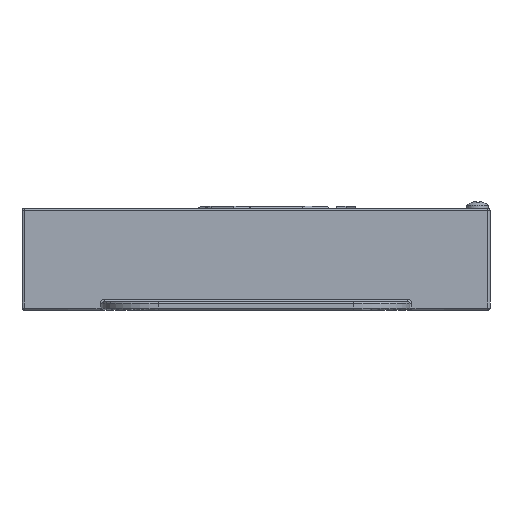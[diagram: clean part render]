
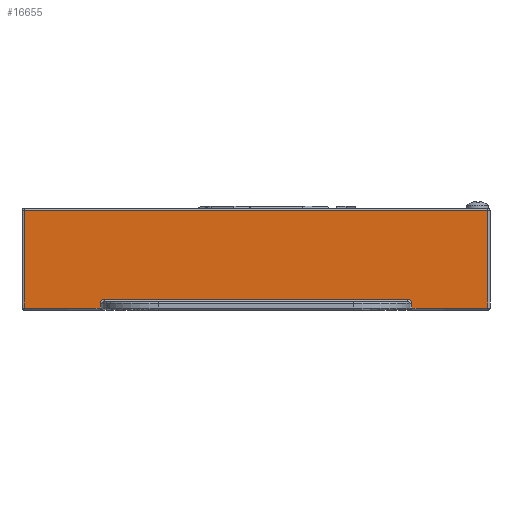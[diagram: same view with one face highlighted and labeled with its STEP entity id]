
A CAD part, front view. The second image highlights one B-rep face of the part: STEP entity #16655.
In plain terms, the highlighted planar face has unit normal (0, -1, 0).
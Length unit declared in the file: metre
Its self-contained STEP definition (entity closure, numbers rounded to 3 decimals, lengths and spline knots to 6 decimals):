
#178=B_SPLINE_CURVE_WITH_KNOTS('',3,(#26898,#26899,#26900,#26901,#26902),
 .UNSPECIFIED.,.F.,.F.,(4,1,4),(0.,0.000788,0.001576),
 .UNSPECIFIED.);
#179=B_SPLINE_CURVE_WITH_KNOTS('',3,(#26919,#26920,#26921,#26922,#26923),
 .UNSPECIFIED.,.F.,.F.,(4,1,4),(0.001037,0.001824,
0.002612),.UNSPECIFIED.);
#5281=ORIENTED_EDGE('',*,*,#8044,.T.);
#5282=ORIENTED_EDGE('',*,*,#8045,.T.);
#5283=ORIENTED_EDGE('',*,*,#8046,.T.);
#5284=ORIENTED_EDGE('',*,*,#8047,.T.);
#5285=ORIENTED_EDGE('',*,*,#8048,.T.);
#5286=ORIENTED_EDGE('',*,*,#8049,.T.);
#5287=ORIENTED_EDGE('',*,*,#8050,.T.);
#5288=ORIENTED_EDGE('',*,*,#8051,.T.);
#5289=ORIENTED_EDGE('',*,*,#8052,.T.);
#5290=ORIENTED_EDGE('',*,*,#8053,.T.);
#8044=EDGE_CURVE('',#9727,#9728,#178,.T.);
#8045=EDGE_CURVE('',#9728,#9729,#11130,.F.);
#8046=EDGE_CURVE('',#9729,#9730,#11131,.T.);
#8047=EDGE_CURVE('',#9730,#9731,#11132,.F.);
#8048=EDGE_CURVE('',#9731,#9732,#11133,.F.);
#8049=EDGE_CURVE('',#9732,#9733,#11134,.T.);
#8050=EDGE_CURVE('',#9733,#9734,#11135,.T.);
#8051=EDGE_CURVE('',#9734,#9735,#11136,.F.);
#8052=EDGE_CURVE('',#9735,#9736,#179,.T.);
#8053=EDGE_CURVE('',#9736,#9727,#11137,.T.);
#9727=VERTEX_POINT('',#26903);
#9728=VERTEX_POINT('',#26904);
#9729=VERTEX_POINT('',#26906);
#9730=VERTEX_POINT('',#26908);
#9731=VERTEX_POINT('',#26910);
#9732=VERTEX_POINT('',#26912);
#9733=VERTEX_POINT('',#26914);
#9734=VERTEX_POINT('',#26916);
#9735=VERTEX_POINT('',#26918);
#9736=VERTEX_POINT('',#26924);
#11130=LINE('',#26905,#12467);
#11131=LINE('',#26907,#12468);
#11132=LINE('',#26909,#12469);
#11133=LINE('',#26911,#12470);
#11134=LINE('',#26913,#12471);
#11135=LINE('',#26915,#12472);
#11136=LINE('',#26917,#12473);
#11137=LINE('',#26925,#12474);
#12467=VECTOR('',#21825,1.);
#12468=VECTOR('',#21826,1.);
#12469=VECTOR('',#21827,1.);
#12470=VECTOR('',#21828,1.);
#12471=VECTOR('',#21829,1.);
#12472=VECTOR('',#21830,1.);
#12473=VECTOR('',#21831,1.);
#12474=VECTOR('',#21832,1.);
#13812=EDGE_LOOP('',(#5281,#5282,#5283,#5284,#5285,#5286,#5287,#5288,#5289,
#5290));
#15195=FACE_BOUND('',#13812,.T.);
#15942=PLANE('',#18079);
#16655=ADVANCED_FACE('',(#15195),#15942,.F.);
#18079=AXIS2_PLACEMENT_3D('',#26897,#21823,#21824);
#21823=DIRECTION('',(0.,1.,0.));
#21824=DIRECTION('',(0.,0.,1.));
#21825=DIRECTION('',(0.,0.,1.));
#21826=DIRECTION('',(1.,0.,0.));
#21827=DIRECTION('',(0.,0.,-1.));
#21828=DIRECTION('',(1.,0.,0.));
#21829=DIRECTION('',(0.,0.,-1.));
#21830=DIRECTION('',(1.,0.,0.));
#21831=DIRECTION('',(0.,0.,-1.));
#21832=DIRECTION('',(1.,0.,0.));
#26897=CARTESIAN_POINT('',(0.,-0.0385,0.0015));
#26898=CARTESIAN_POINT('',(0.03499,-0.0385,0.0025));
#26899=CARTESIAN_POINT('',(0.035254,-0.0385,0.0025));
#26900=CARTESIAN_POINT('',(0.035773,-0.0385,0.002282));
#26901=CARTESIAN_POINT('',(0.035991,-0.0385,0.001764));
#26902=CARTESIAN_POINT('',(0.035991,-0.0385,0.0015));
#26903=CARTESIAN_POINT('',(0.03499,-0.0385,0.0025));
#26904=CARTESIAN_POINT('',(0.035991,-0.0385,0.0015));
#26905=CARTESIAN_POINT('',(0.035991,-0.0385,0.0005));
#26906=CARTESIAN_POINT('',(0.035991,-0.0385,0.0005));
#26907=CARTESIAN_POINT('',(0.,-0.0385,0.0005));
#26908=CARTESIAN_POINT('',(0.0535,-0.0385,0.0005));
#26909=CARTESIAN_POINT('',(0.0535,-0.0385,0.0235));
#26910=CARTESIAN_POINT('',(0.0535,-0.0385,0.023));
#26911=CARTESIAN_POINT('',(0.,-0.0385,0.023));
#26912=CARTESIAN_POINT('',(-0.0535,-0.0385,0.023));
#26913=CARTESIAN_POINT('',(-0.0535,-0.0385,0.0015));
#26914=CARTESIAN_POINT('',(-0.0535,-0.0385,0.0005));
#26915=CARTESIAN_POINT('',(0.,-0.0385,0.0005));
#26916=CARTESIAN_POINT('',(-0.035991,-0.0385,0.0005));
#26917=CARTESIAN_POINT('',(-0.035991,-0.0385,0.0015));
#26918=CARTESIAN_POINT('',(-0.035991,-0.0385,0.0015));
#26919=CARTESIAN_POINT('',(-0.035991,-0.0385,0.0015));
#26920=CARTESIAN_POINT('',(-0.035991,-0.0385,0.001761));
#26921=CARTESIAN_POINT('',(-0.035773,-0.0385,0.002283));
#26922=CARTESIAN_POINT('',(-0.035254,-0.0385,0.0025));
#26923=CARTESIAN_POINT('',(-0.03499,-0.0385,0.0025));
#26924=CARTESIAN_POINT('',(-0.03499,-0.0385,0.0025));
#26925=CARTESIAN_POINT('',(0.0355,-0.0385,0.0025));
